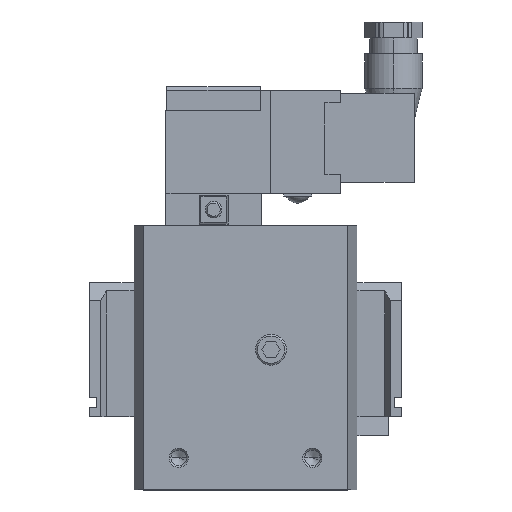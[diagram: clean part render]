
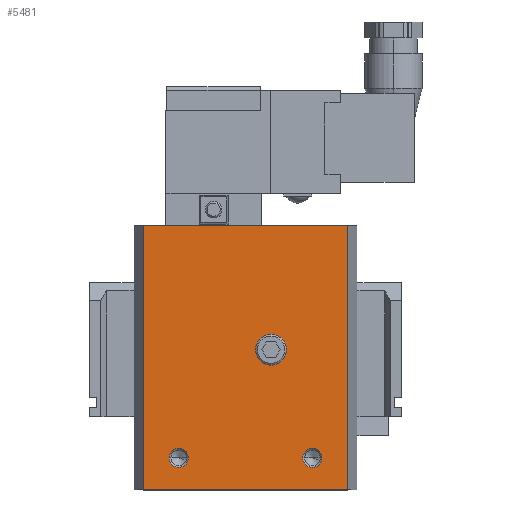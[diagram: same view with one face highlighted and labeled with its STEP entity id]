
A CAD part, top view. The second image highlights one B-rep face of the part: STEP entity #5481.
In plain terms, the highlighted planar face has unit normal (0, 0, 1).
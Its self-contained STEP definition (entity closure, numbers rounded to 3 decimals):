
#43 = DIRECTION ( 'NONE',  ( 1., 0., 0. ) ) ;
#62 = LINE ( 'NONE', #3459, #5782 ) ;
#191 = EDGE_CURVE ( 'NONE', #1686, #331, #3398, .T. ) ;
#221 = ORIENTED_EDGE ( 'NONE', *, *, #5764, .F. ) ;
#230 = CIRCLE ( 'NONE', #3724, 3. ) ;
#278 = EDGE_LOOP ( 'NONE', ( #3284, #1005 ) ) ;
#331 = VERTEX_POINT ( 'NONE', #7579 ) ;
#453 = EDGE_CURVE ( 'NONE', #6704, #5747, #623, .T. ) ;
#497 = CARTESIAN_POINT ( 'NONE',  ( 81.053, 36., 26. ) ) ;
#607 = PLANE ( 'NONE',  #3317 ) ;
#623 = LINE ( 'NONE', #4115, #1858 ) ;
#626 = FACE_BOUND ( 'NONE', #7109, .T. ) ;
#687 = CARTESIAN_POINT ( 'NONE',  ( 16.947, -47., 26. ) ) ;
#701 = CARTESIAN_POINT ( 'NONE',  ( 52.136, -3., 26. ) ) ;
#747 = CARTESIAN_POINT ( 'NONE',  ( 70., -37., 26. ) ) ;
#769 = EDGE_LOOP ( 'NONE', ( #4374, #978 ) ) ;
#877 = CARTESIAN_POINT ( 'NONE',  ( 16.947, 36., 26. ) ) ;
#935 = CARTESIAN_POINT ( 'NONE',  ( 28., -37., 26. ) ) ;
#978 = ORIENTED_EDGE ( 'NONE', *, *, #5516, .F. ) ;
#984 = CARTESIAN_POINT ( 'NONE',  ( 57., -3., 26. ) ) ;
#1005 = ORIENTED_EDGE ( 'NONE', *, *, #1833, .F. ) ;
#1100 = DIRECTION ( 'NONE',  ( 1., 0., 0. ) ) ;
#1145 = DIRECTION ( 'NONE',  ( 0., 0., 1. ) ) ;
#1328 = DIRECTION ( 'NONE',  ( 1., 0., 0. ) ) ;
#1507 = VERTEX_POINT ( 'NONE', #6032 ) ;
#1535 = DIRECTION ( 'NONE',  ( 1., 0., 0. ) ) ;
#1599 = DIRECTION ( 'NONE',  ( -1., 0., 0. ) ) ;
#1601 = CIRCLE ( 'NONE', #5694, 4.864 ) ;
#1686 = VERTEX_POINT ( 'NONE', #7709 ) ;
#1828 = DIRECTION ( 'NONE',  ( 0., 0., -1. ) ) ;
#1833 = EDGE_CURVE ( 'NONE', #3390, #3549, #1601, .T. ) ;
#1854 = ORIENTED_EDGE ( 'NONE', *, *, #4020, .T. ) ;
#1858 = VECTOR ( 'NONE', #7769, 1000. ) ;
#2025 = CARTESIAN_POINT ( 'NONE',  ( 28., -37., 26. ) ) ;
#2043 = FACE_BOUND ( 'NONE', #769, .T. ) ;
#2230 = AXIS2_PLACEMENT_3D ( 'NONE', #984, #5269, #1599 ) ;
#2480 = AXIS2_PLACEMENT_3D ( 'NONE', #747, #5022, #1328 ) ;
#2535 = ORIENTED_EDGE ( 'NONE', *, *, #6008, .F. ) ;
#2557 = EDGE_CURVE ( 'NONE', #3549, #3390, #3422, .T. ) ;
#2661 = DIRECTION ( 'NONE',  ( 1., 0., 0. ) ) ;
#2763 = CARTESIAN_POINT ( 'NONE',  ( 81.053, -47., 26. ) ) ;
#2767 = CARTESIAN_POINT ( 'NONE',  ( 16.947, -47., 26. ) ) ;
#3033 = EDGE_CURVE ( 'NONE', #6734, #5747, #3243, .T. ) ;
#3098 = VECTOR ( 'NONE', #1100, 1000. ) ;
#3243 = LINE ( 'NONE', #687, #4867 ) ;
#3263 = AXIS2_PLACEMENT_3D ( 'NONE', #2025, #6289, #2661 ) ;
#3284 = ORIENTED_EDGE ( 'NONE', *, *, #2557, .F. ) ;
#3317 = AXIS2_PLACEMENT_3D ( 'NONE', #5498, #1828, #6098 ) ;
#3390 = VERTEX_POINT ( 'NONE', #5493 ) ;
#3398 = CIRCLE ( 'NONE', #2480, 3. ) ;
#3422 = CIRCLE ( 'NONE', #2230, 4.864 ) ;
#3459 = CARTESIAN_POINT ( 'NONE',  ( 16.947, 36., 26. ) ) ;
#3549 = VERTEX_POINT ( 'NONE', #701 ) ;
#3643 = EDGE_CURVE ( 'NONE', #1507, #7853, #7432, .T. ) ;
#3712 = DIRECTION ( 'NONE',  ( 0., 0., 1. ) ) ;
#3724 = AXIS2_PLACEMENT_3D ( 'NONE', #7368, #3712, #43 ) ;
#4020 = EDGE_CURVE ( 'NONE', #5726, #6734, #62, .T. ) ;
#4115 = CARTESIAN_POINT ( 'NONE',  ( 81.053, 36., 26. ) ) ;
#4191 = CARTESIAN_POINT ( 'NONE',  ( 31., -37., 26. ) ) ;
#4368 = DIRECTION ( 'NONE',  ( 1., 0., 0. ) ) ;
#4374 = ORIENTED_EDGE ( 'NONE', *, *, #191, .F. ) ;
#4490 = ORIENTED_EDGE ( 'NONE', *, *, #453, .F. ) ;
#4529 = LINE ( 'NONE', #4767, #3098 ) ;
#4767 = CARTESIAN_POINT ( 'NONE',  ( 16.947, 36., 26. ) ) ;
#4807 = CARTESIAN_POINT ( 'NONE',  ( 57., -3., 26. ) ) ;
#4827 = ORIENTED_EDGE ( 'NONE', *, *, #3643, .F. ) ;
#4867 = VECTOR ( 'NONE', #4368, 1000. ) ;
#5022 = DIRECTION ( 'NONE',  ( 0., 0., 1. ) ) ;
#5227 = DIRECTION ( 'NONE',  ( 0., 0., 1. ) ) ;
#5269 = DIRECTION ( 'NONE',  ( 0., 0., 1. ) ) ;
#5308 = FACE_OUTER_BOUND ( 'NONE', #5682, .T. ) ;
#5439 = DIRECTION ( 'NONE',  ( -1., 0., 0. ) ) ;
#5469 = ORIENTED_EDGE ( 'NONE', *, *, #3033, .T. ) ;
#5481 = ADVANCED_FACE ( 'NONE', ( #7116, #2043, #626, #5308 ), #607, .F. ) ;
#5493 = CARTESIAN_POINT ( 'NONE',  ( 61.864, -3., 26. ) ) ;
#5498 = CARTESIAN_POINT ( 'NONE',  ( 16.947, 36., 26. ) ) ;
#5516 = EDGE_CURVE ( 'NONE', #331, #1686, #230, .T. ) ;
#5682 = EDGE_LOOP ( 'NONE', ( #5469, #4490, #2535, #1854 ) ) ;
#5694 = AXIS2_PLACEMENT_3D ( 'NONE', #4807, #1145, #5439 ) ;
#5726 = VERTEX_POINT ( 'NONE', #877 ) ;
#5747 = VERTEX_POINT ( 'NONE', #2763 ) ;
#5764 = EDGE_CURVE ( 'NONE', #7853, #1507, #7694, .T. ) ;
#5782 = VECTOR ( 'NONE', #7722, 1000. ) ;
#6008 = EDGE_CURVE ( 'NONE', #5726, #6704, #4529, .T. ) ;
#6032 = CARTESIAN_POINT ( 'NONE',  ( 25., -37., 26. ) ) ;
#6098 = DIRECTION ( 'NONE',  ( -1., 0., 0. ) ) ;
#6289 = DIRECTION ( 'NONE',  ( 0., 0., 1. ) ) ;
#6704 = VERTEX_POINT ( 'NONE', #497 ) ;
#6734 = VERTEX_POINT ( 'NONE', #2767 ) ;
#7109 = EDGE_LOOP ( 'NONE', ( #221, #4827 ) ) ;
#7116 = FACE_BOUND ( 'NONE', #278, .T. ) ;
#7255 = AXIS2_PLACEMENT_3D ( 'NONE', #935, #5227, #1535 ) ;
#7368 = CARTESIAN_POINT ( 'NONE',  ( 70., -37., 26. ) ) ;
#7432 = CIRCLE ( 'NONE', #3263, 3. ) ;
#7579 = CARTESIAN_POINT ( 'NONE',  ( 67., -37., 26. ) ) ;
#7694 = CIRCLE ( 'NONE', #7255, 3. ) ;
#7709 = CARTESIAN_POINT ( 'NONE',  ( 73., -37., 26. ) ) ;
#7722 = DIRECTION ( 'NONE',  ( 0., -1., 0. ) ) ;
#7769 = DIRECTION ( 'NONE',  ( 0., -1., 0. ) ) ;
#7853 = VERTEX_POINT ( 'NONE', #4191 ) ;
